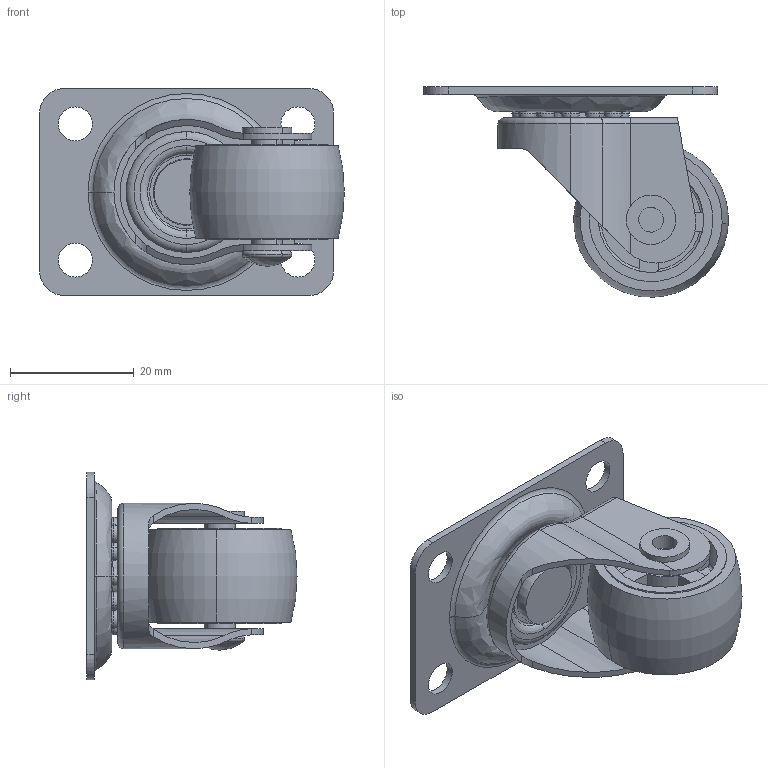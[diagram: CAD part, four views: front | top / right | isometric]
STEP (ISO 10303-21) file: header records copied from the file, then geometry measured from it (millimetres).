
FILE_DESCRIPTION(('STEP AP203'),'1');
FILE_NAME('f26_025.stp','2022-07-12T19:30:20',('TraceParts'),('TraceParts S.A.'),'Spatial InterOp 3D',' ',' ');
FILE_SCHEMA(('CONFIG_CONTROL_DESIGN'));
Length unit declared in the file: millimetre
Products named in the file (1): 1
Bounding box: 49.24 x 33.97 x 33.5 mm (x, y, z)
Volume: 10100.3 mm3; surface area: 10848.4 mm2
Topology: 17 solids, 17 shells, 256 faces, 655 edges, 403 vertices
Faces by surface type: cylinder 68, plane 63, torus 59, sphere 50, cone 12, bspline 4
Entity records: 8092 total; most frequent: CARTESIAN_POINT 1781, DIRECTION 1472, ORIENTED_EDGE 1214, AXIS2_PLACEMENT_3D 654, EDGE_CURVE 607, VERTEX_POINT 403, CIRCLE 385, EDGE_LOOP 292
